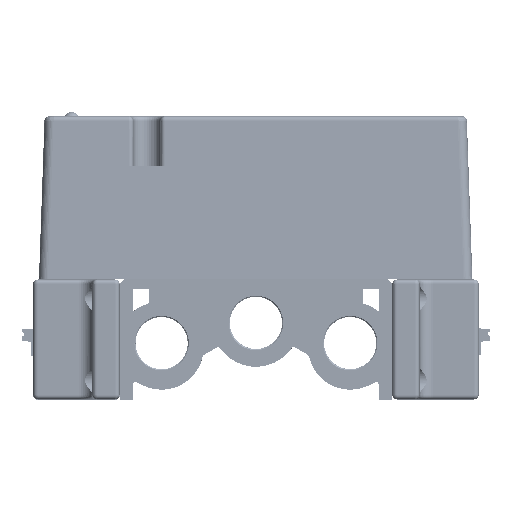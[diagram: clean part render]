
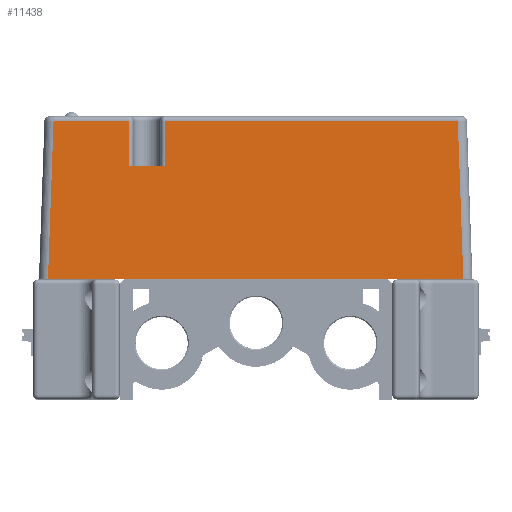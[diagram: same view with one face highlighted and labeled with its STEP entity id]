
A CAD part, front view. The second image highlights one B-rep face of the part: STEP entity #11438.
In plain terms, the highlighted planar face has unit normal (0, -0.999, 0.035).
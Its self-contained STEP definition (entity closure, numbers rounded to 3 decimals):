
#3837=FACE_OUTER_BOUND('',#27546,.T.);
#11438=ADVANCED_FACE('',(#3837),#19174,.T.);
#19174=PLANE('',#159270);
#27546=EDGE_LOOP('',(#41224,#41225,#41226,#41227,#41228,#41229,#41230,#41231,
#41232,#41233));
#41224=ORIENTED_EDGE('',*,*,#101077,.T.);
#41225=ORIENTED_EDGE('',*,*,#101078,.T.);
#41226=ORIENTED_EDGE('',*,*,#101079,.T.);
#41227=ORIENTED_EDGE('',*,*,#101080,.F.);
#41228=ORIENTED_EDGE('',*,*,#101081,.T.);
#41229=ORIENTED_EDGE('',*,*,#101082,.T.);
#41230=ORIENTED_EDGE('',*,*,#101083,.T.);
#41231=ORIENTED_EDGE('',*,*,#100611,.T.);
#41232=ORIENTED_EDGE('',*,*,#100533,.T.);
#41233=ORIENTED_EDGE('',*,*,#101084,.T.);
#85275=VERTEX_POINT('',#216784);
#85276=VERTEX_POINT('',#216786);
#85337=VERTEX_POINT('',#216942);
#85701=VERTEX_POINT('',#218250);
#85702=VERTEX_POINT('',#218251);
#85703=VERTEX_POINT('',#218253);
#85704=VERTEX_POINT('',#218255);
#85705=VERTEX_POINT('',#218257);
#85706=VERTEX_POINT('',#218259);
#85707=VERTEX_POINT('',#218261);
#100533=EDGE_CURVE('',#85276,#85275,#122950,.T.);
#100611=EDGE_CURVE('',#85337,#85276,#123012,.T.);
#101077=EDGE_CURVE('',#85701,#85702,#123320,.T.);
#101078=EDGE_CURVE('',#85702,#85703,#123321,.T.);
#101079=EDGE_CURVE('',#85703,#85704,#123322,.T.);
#101080=EDGE_CURVE('',#85705,#85704,#123323,.T.);
#101081=EDGE_CURVE('',#85705,#85706,#123324,.T.);
#101082=EDGE_CURVE('',#85706,#85707,#123325,.T.);
#101083=EDGE_CURVE('',#85707,#85337,#123326,.T.);
#101084=EDGE_CURVE('',#85275,#85701,#123327,.T.);
#122950=LINE('',#216785,#140815);
#123012=LINE('',#216941,#140877);
#123320=LINE('',#218249,#141185);
#123321=LINE('',#218252,#141186);
#123322=LINE('',#218254,#141187);
#123323=LINE('',#218256,#141188);
#123324=LINE('',#218258,#141189);
#123325=LINE('',#218260,#141190);
#123326=LINE('',#218262,#141191);
#123327=LINE('',#218263,#141192);
#140815=VECTOR('',#172049,1.);
#140877=VECTOR('',#172177,1.);
#141185=VECTOR('',#172977,1.);
#141186=VECTOR('',#172978,1.);
#141187=VECTOR('',#172979,1.);
#141188=VECTOR('',#172980,1.);
#141189=VECTOR('',#172981,1.);
#141190=VECTOR('',#172982,1.);
#141191=VECTOR('',#172983,1.);
#141192=VECTOR('',#172984,1.);
#159270=AXIS2_PLACEMENT_3D('',#218264,#172985,#172986);
#172049=DIRECTION('',(1.,0.,0.));
#172177=DIRECTION('',(1.,0.,0.));
#172977=DIRECTION('',(-0.035,0.035,0.999));
#172978=DIRECTION('',(-1.,0.,0.));
#172979=DIRECTION('',(0.,-0.035,-0.999));
#172980=DIRECTION('',(1.,0.,0.));
#172981=DIRECTION('',(0.,0.035,0.999));
#172982=DIRECTION('',(-1.,0.,0.));
#172983=DIRECTION('',(-0.035,-0.035,-0.999));
#172984=DIRECTION('',(1.,0.,0.));
#172985=DIRECTION('',(0.,-0.999,0.035));
#172986=DIRECTION('',(0.,0.035,0.999));
#216784=CARTESIAN_POINT('',(431.05,-1316.826,-0.1));
#216785=CARTESIAN_POINT('',(430.05,-1316.826,-0.1));
#216786=CARTESIAN_POINT('',(369.05,-1316.826,-0.1));
#216941=CARTESIAN_POINT('',(430.05,-1316.826,-0.1));
#216942=CARTESIAN_POINT('',(354.313,-1316.826,-0.1));
#218249=CARTESIAN_POINT('',(445.944,-1317.083,-7.463));
#218250=CARTESIAN_POINT('',(445.687,-1316.826,-0.1));
#218251=CARTESIAN_POINT('',(444.467,-1315.606,34.835));
#218252=CARTESIAN_POINT('',(380.05,-1315.606,34.835));
#218253=CARTESIAN_POINT('',(380.05,-1315.606,34.835));
#218254=CARTESIAN_POINT('',(380.05,-1315.953,24.9));
#218255=CARTESIAN_POINT('',(380.05,-1315.953,24.9));
#218256=CARTESIAN_POINT('',(376.05,-1315.953,24.9));
#218257=CARTESIAN_POINT('',(372.05,-1315.953,24.9));
#218258=CARTESIAN_POINT('',(372.05,-1315.606,34.835));
#218259=CARTESIAN_POINT('',(372.05,-1315.606,34.835));
#218260=CARTESIAN_POINT('',(354.567,-1315.606,34.835));
#218261=CARTESIAN_POINT('',(355.533,-1315.606,34.835));
#218262=CARTESIAN_POINT('',(354.056,-1317.083,-7.463));
#218263=CARTESIAN_POINT('',(430.05,-1316.826,-0.1));
#218264=CARTESIAN_POINT('',(400.,-1317.141,-9.1));
